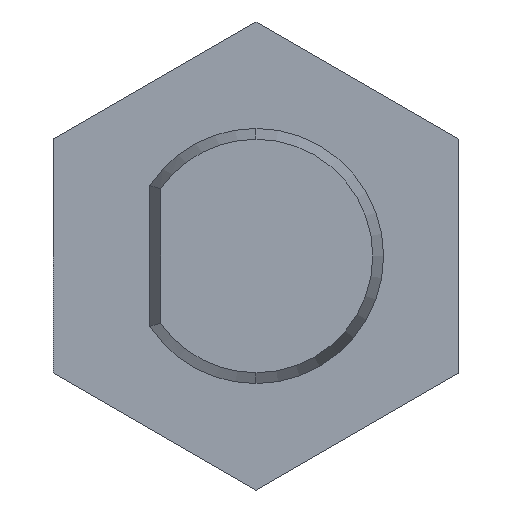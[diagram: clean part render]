
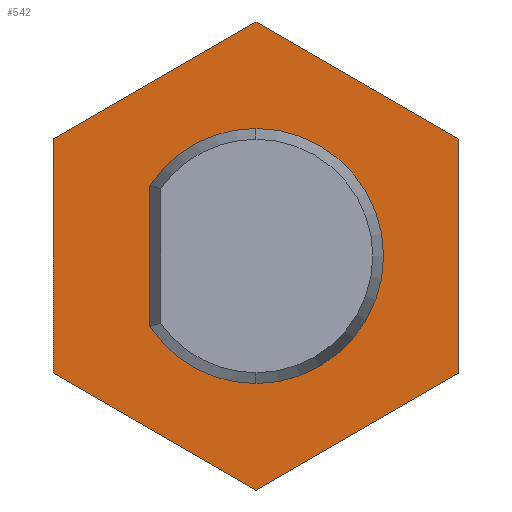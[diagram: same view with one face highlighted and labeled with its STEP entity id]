
A CAD part, left-side view. The second image highlights one B-rep face of the part: STEP entity #542.
In plain terms, the highlighted planar face has unit normal (-1, 0, 0).
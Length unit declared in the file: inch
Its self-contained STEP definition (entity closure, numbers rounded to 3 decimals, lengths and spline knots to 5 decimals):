
#1 = VERTEX_POINT ( 'NONE', #444 ) ;
#2 = PLANE ( 'NONE',  #280 ) ;
#5 = EDGE_CURVE ( 'NONE', #1, #398, #135, .T. ) ;
#10 = VERTEX_POINT ( 'NONE', #395 ) ;
#14 = VERTEX_POINT ( 'NONE', #353 ) ;
#16 = DIRECTION ( 'NONE',  ( 0., 0., 1. ) ) ;
#18 = EDGE_LOOP ( 'NONE', ( #21, #377, #208, #102 ) ) ;
#21 = ORIENTED_EDGE ( 'NONE', *, *, #229, .F. ) ;
#25 = VERTEX_POINT ( 'NONE', #601 ) ;
#27 = CARTESIAN_POINT ( 'NONE',  ( 0., 0., 0.118 ) ) ;
#30 = DIRECTION ( 'NONE',  ( 0., -0.866, -0.5 ) ) ;
#34 = EDGE_CURVE ( 'NONE', #515, #469, #47, .T. ) ;
#41 = DIRECTION ( 'NONE',  ( 0., 0., -1. ) ) ;
#47 = LINE ( 'NONE', #264, #367 ) ;
#57 = CARTESIAN_POINT ( 'NONE',  ( 0., 0., -0.21651 ) ) ;
#63 = ORIENTED_EDGE ( 'NONE', *, *, #409, .F. ) ;
#64 = LINE ( 'NONE', #387, #538 ) ;
#102 = ORIENTED_EDGE ( 'NONE', *, *, #5, .F. ) ;
#112 = DIRECTION ( 'NONE',  ( -1., 0., 0. ) ) ;
#127 = DIRECTION ( 'NONE',  ( 1., 0., 0. ) ) ;
#131 = CARTESIAN_POINT ( 'NONE',  ( 0., 0.1875, 0.10825 ) ) ;
#132 = VECTOR ( 'NONE', #30, 39.37008 ) ;
#133 = EDGE_CURVE ( 'NONE', #14, #427, #365, .T. ) ;
#135 = CIRCLE ( 'NONE', #194, 0.118 ) ;
#138 = LINE ( 'NONE', #370, #335 ) ;
#141 = CARTESIAN_POINT ( 'NONE',  ( 0., 0., -0.21651 ) ) ;
#142 = LINE ( 'NONE', #57, #151 ) ;
#149 = EDGE_LOOP ( 'NONE', ( #317, #63, #239, #186, #329, #218 ) ) ;
#151 = VECTOR ( 'NONE', #536, 39.37008 ) ;
#153 = DIRECTION ( 'NONE',  ( -1., 0., 0. ) ) ;
#160 = CIRCLE ( 'NONE', #508, 0.118 ) ;
#168 = LINE ( 'NONE', #443, #132 ) ;
#186 = ORIENTED_EDGE ( 'NONE', *, *, #307, .F. ) ;
#194 = AXIS2_PLACEMENT_3D ( 'NONE', #404, #153, #252 ) ;
#208 = ORIENTED_EDGE ( 'NONE', *, *, #321, .F. ) ;
#209 = EDGE_CURVE ( 'NONE', #25, #520, #64, .T. ) ;
#210 = DIRECTION ( 'NONE',  ( 0., 0.866, -0.5 ) ) ;
#218 = ORIENTED_EDGE ( 'NONE', *, *, #209, .F. ) ;
#223 = CARTESIAN_POINT ( 'NONE',  ( 0., 0.0983, 0.06528 ) ) ;
#224 = DIRECTION ( 'NONE',  ( 0., 0., 1. ) ) ;
#228 = CARTESIAN_POINT ( 'NONE',  ( 0., 0., 0. ) ) ;
#229 = EDGE_CURVE ( 'NONE', #515, #1, #160, .T. ) ;
#238 = CARTESIAN_POINT ( 'NONE',  ( 0., 0., 0. ) ) ;
#239 = ORIENTED_EDGE ( 'NONE', *, *, #133, .F. ) ;
#252 = DIRECTION ( 'NONE',  ( 0., 0., 1. ) ) ;
#256 = LINE ( 'NONE', #594, #440 ) ;
#260 = AXIS2_PLACEMENT_3D ( 'NONE', #454, #112, #543 ) ;
#262 = EDGE_CURVE ( 'NONE', #590, #25, #142, .T. ) ;
#264 = CARTESIAN_POINT ( 'NONE',  ( 0., 0.0983, 0. ) ) ;
#280 = AXIS2_PLACEMENT_3D ( 'NONE', #228, #127, #41 ) ;
#307 = EDGE_CURVE ( 'NONE', #10, #14, #168, .T. ) ;
#317 = ORIENTED_EDGE ( 'NONE', *, *, #262, .F. ) ;
#321 = EDGE_CURVE ( 'NONE', #398, #469, #461, .T. ) ;
#328 = DIRECTION ( 'NONE',  ( 0., -0.866, 0.5 ) ) ;
#329 = ORIENTED_EDGE ( 'NONE', *, *, #453, .F. ) ;
#331 = CARTESIAN_POINT ( 'NONE',  ( 0., 0.0983, -0.06528 ) ) ;
#335 = VECTOR ( 'NONE', #328, 39.37008 ) ;
#338 = VECTOR ( 'NONE', #610, 39.37008 ) ;
#353 = CARTESIAN_POINT ( 'NONE',  ( 0., -0.1875, 0.10825 ) ) ;
#365 = LINE ( 'NONE', #462, #338 ) ;
#367 = VECTOR ( 'NONE', #224, 39.37008 ) ;
#370 = CARTESIAN_POINT ( 'NONE',  ( 0., 0.1875, 0.10825 ) ) ;
#377 = ORIENTED_EDGE ( 'NONE', *, *, #34, .T. ) ;
#387 = CARTESIAN_POINT ( 'NONE',  ( 0., 0.1875, -0.10825 ) ) ;
#395 = CARTESIAN_POINT ( 'NONE',  ( 0., 0., 0.21651 ) ) ;
#398 = VERTEX_POINT ( 'NONE', #27 ) ;
#404 = CARTESIAN_POINT ( 'NONE',  ( 0., 0., 0. ) ) ;
#409 = EDGE_CURVE ( 'NONE', #427, #590, #256, .T. ) ;
#411 = FACE_BOUND ( 'NONE', #18, .T. ) ;
#427 = VERTEX_POINT ( 'NONE', #549 ) ;
#440 = VECTOR ( 'NONE', #210, 39.37008 ) ;
#443 = CARTESIAN_POINT ( 'NONE',  ( 0., 0., 0.21651 ) ) ;
#444 = CARTESIAN_POINT ( 'NONE',  ( 0., 0., -0.118 ) ) ;
#453 = EDGE_CURVE ( 'NONE', #520, #10, #138, .T. ) ;
#454 = CARTESIAN_POINT ( 'NONE',  ( 0., 0., 0. ) ) ;
#458 = FACE_OUTER_BOUND ( 'NONE', #149, .T. ) ;
#461 = CIRCLE ( 'NONE', #260, 0.118 ) ;
#462 = CARTESIAN_POINT ( 'NONE',  ( 0., -0.1875, 0.10825 ) ) ;
#469 = VERTEX_POINT ( 'NONE', #223 ) ;
#508 = AXIS2_PLACEMENT_3D ( 'NONE', #238, #540, #16 ) ;
#515 = VERTEX_POINT ( 'NONE', #331 ) ;
#520 = VERTEX_POINT ( 'NONE', #131 ) ;
#536 = DIRECTION ( 'NONE',  ( 0., 0.866, 0.5 ) ) ;
#538 = VECTOR ( 'NONE', #574, 39.37008 ) ;
#540 = DIRECTION ( 'NONE',  ( -1., 0., 0. ) ) ;
#542 = ADVANCED_FACE ( 'NONE', ( #458, #411 ), #2, .F. ) ;
#543 = DIRECTION ( 'NONE',  ( 0., 0., 1. ) ) ;
#549 = CARTESIAN_POINT ( 'NONE',  ( 0., -0.1875, -0.10825 ) ) ;
#574 = DIRECTION ( 'NONE',  ( 0., 0., 1. ) ) ;
#590 = VERTEX_POINT ( 'NONE', #141 ) ;
#594 = CARTESIAN_POINT ( 'NONE',  ( 0., -0.1875, -0.10825 ) ) ;
#601 = CARTESIAN_POINT ( 'NONE',  ( 0., 0.1875, -0.10825 ) ) ;
#610 = DIRECTION ( 'NONE',  ( 0., 0., -1. ) ) ;
